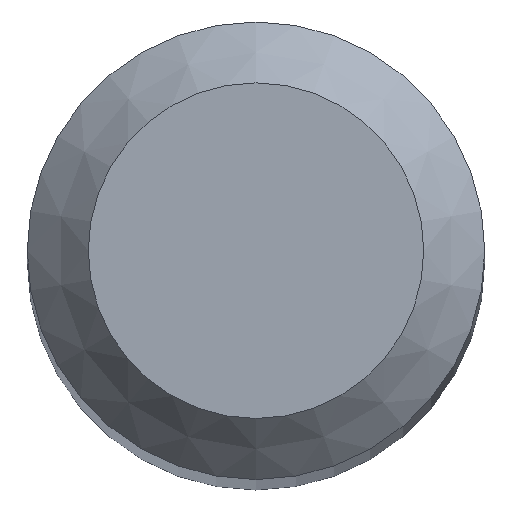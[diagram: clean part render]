
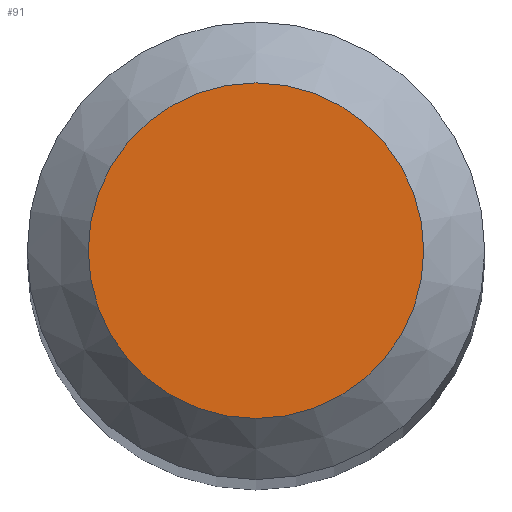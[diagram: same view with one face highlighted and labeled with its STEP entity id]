
A CAD part, top view. The second image highlights one B-rep face of the part: STEP entity #91.
In plain terms, the highlighted planar face has unit normal (0, 0, 1).
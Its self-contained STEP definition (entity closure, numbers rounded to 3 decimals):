
#16 = VERTEX_POINT ( 'NONE', #153 ) ;
#22 = PLANE ( 'NONE',  #80 ) ;
#28 = CARTESIAN_POINT ( 'NONE',  ( 0., 0., 30. ) ) ;
#44 = EDGE_CURVE ( 'NONE', #16, #16, #55, .T. ) ;
#55 = CIRCLE ( 'NONE', #198, 0.55 ) ;
#57 = DIRECTION ( 'NONE',  ( 0., 0., -1. ) ) ;
#65 = DIRECTION ( 'NONE',  ( 0., 0., -1. ) ) ;
#80 = AXIS2_PLACEMENT_3D ( 'NONE', #196, #65, #107 ) ;
#91 = ADVANCED_FACE ( 'NONE', ( #135 ), #22, .F. ) ;
#107 = DIRECTION ( 'NONE',  ( 0., 1., 0. ) ) ;
#135 = FACE_OUTER_BOUND ( 'NONE', #175, .T. ) ;
#153 = CARTESIAN_POINT ( 'NONE',  ( 0., 0.55, 30. ) ) ;
#175 = EDGE_LOOP ( 'NONE', ( #207 ) ) ;
#192 = DIRECTION ( 'NONE',  ( 0., 1., 0. ) ) ;
#196 = CARTESIAN_POINT ( 'NONE',  ( 0., 0., 30. ) ) ;
#198 = AXIS2_PLACEMENT_3D ( 'NONE', #28, #57, #192 ) ;
#207 = ORIENTED_EDGE ( 'NONE', *, *, #44, .F. ) ;
